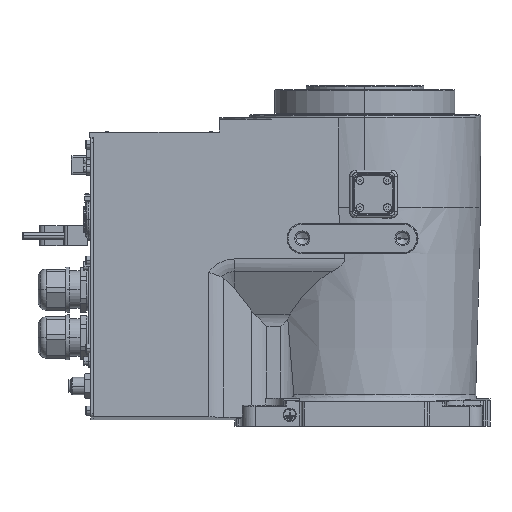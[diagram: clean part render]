
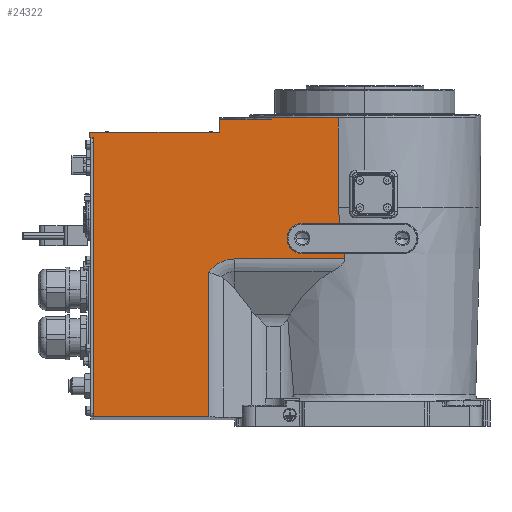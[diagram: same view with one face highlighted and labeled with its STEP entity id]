
A CAD part, front view. The second image highlights one B-rep face of the part: STEP entity #24322.
In plain terms, the highlighted planar face has unit normal (0, -1, 0).
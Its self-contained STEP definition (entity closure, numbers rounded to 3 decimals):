
#1400=DIRECTION('',(1.,0.,0.));
#1401=VECTOR('',#1400,103.73);
#1402=CARTESIAN_POINT('',(-220.,-90.,235.));
#1403=LINE('',#1402,#1401);
#2253=DIRECTION('',(0.,0.,-1.));
#2254=VECTOR('',#2253,2.257);
#2255=CARTESIAN_POINT('',(-217.,-90.,9.614));
#2256=LINE('',#2255,#2254);
#2257=DIRECTION('',(0.,0.,-1.));
#2258=VECTOR('',#2257,218.154);
#2259=CARTESIAN_POINT('',(-217.,-90.,227.768));
#2260=LINE('',#2259,#2258);
#2261=DIRECTION('',(0.,0.,-1.));
#2262=VECTOR('',#2261,2.732);
#2263=CARTESIAN_POINT('',(-217.,-90.,230.5));
#2264=LINE('',#2263,#2262);
#2265=DIRECTION('',(1.,0.,0.));
#2266=VECTOR('',#2265,3.);
#2267=CARTESIAN_POINT('',(-220.,-90.,230.5));
#2268=LINE('',#2267,#2266);
#2269=DIRECTION('',(-0.026,0.,-1.));
#2270=VECTOR('',#2269,10.304);
#2271=CARTESIAN_POINT('',(-116.,-90.,245.3));
#2272=LINE('',#2271,#2270);
#2273=CARTESIAN_POINT('',(-19.855,-90.,
162.175));
#2274=CARTESIAN_POINT('',(-20.028,-90.,
163.599));
#2275=CARTESIAN_POINT('',(-20.37,-90.,
166.448));
#2276=CARTESIAN_POINT('',(-20.872,-90.,
170.723));
#2277=CARTESIAN_POINT('',(-21.198,-90.,
173.574));
#2278=CARTESIAN_POINT('',(-21.36,-90.,175.));
#2280=DIRECTION('',(1.,0.,0.));
#2281=VECTOR('',#2280,30.145);
#2282=CARTESIAN_POINT('',(-50.,-90.,
162.175));
#2283=LINE('',#2282,#2281);
#2284=CARTESIAN_POINT('',(-50.,-90.,150.));
#2285=DIRECTION('',(0.,1.,0.));
#2286=DIRECTION('',(0.,0.,-1.));
#2287=AXIS2_PLACEMENT_3D('',#2284,#2285,#2286);
#2289=DIRECTION('',(-1.,0.,0.));
#2290=VECTOR('',#2289,33.353);
#2291=CARTESIAN_POINT('',(-16.647,-90.,
137.825));
#2292=LINE('',#2291,#2290);
#2293=CARTESIAN_POINT('',(-16.036,-90.,
133.659));
#2294=CARTESIAN_POINT('',(-16.105,-90.,
134.122));
#2295=CARTESIAN_POINT('',(-16.242,-90.,
135.047));
#2296=CARTESIAN_POINT('',(-16.446,-90.,
136.436));
#2297=CARTESIAN_POINT('',(-16.58,-90.,
137.362));
#2298=CARTESIAN_POINT('',(-16.647,-90.,
137.825));
#2300=CARTESIAN_POINT('',(-104.2,-90.,108.85));
#2301=DIRECTION('',(0.,1.,0.));
#2302=DIRECTION('',(-0.827,0.,0.562));
#2303=AXIS2_PLACEMENT_3D('',#2300,#2301,#2302);
#2309=DIRECTION('',(0.,0.,1.));
#2310=VECTOR('',#2309,4.5);
#2311=CARTESIAN_POINT('',(-220.,-90.,230.5));
#2312=LINE('',#2311,#2310);
#2325=DIRECTION('',(1.,0.,0.));
#2326=VECTOR('',#2325,41.199);
#2327=CARTESIAN_POINT('',(-116.,-90.,245.3));
#2328=LINE('',#2327,#2326);
#2357=CARTESIAN_POINT('',(-74.801,-90.,245.3));
#2358=CARTESIAN_POINT('',(-74.787,-90.,
245.633));
#2359=CARTESIAN_POINT('',(-74.773,-90.,245.967));
#2360=CARTESIAN_POINT('',(-74.76,-90.,246.3));
#2399=DIRECTION('',(1.,0.,0.));
#2400=VECTOR('',#2399,53.4);
#2401=CARTESIAN_POINT('',(-74.76,-90.,246.3));
#2402=LINE('',#2401,#2400);
#2451=DIRECTION('',(0.,0.,-1.));
#2452=VECTOR('',#2451,71.3);
#2453=CARTESIAN_POINT('',(-21.36,-90.,246.3));
#2454=LINE('',#2453,#2452);
#2556=CARTESIAN_POINT('',(-19.855,-90.,
162.175));
#2917=DIRECTION('',(-1.,0.,0.));
#2918=VECTOR('',#2917,92.271);
#2919=CARTESIAN_POINT('',(-124.729,-90.,7.357));
#2920=LINE('',#2919,#2918);
#2925=CARTESIAN_POINT('',(-124.729,-90.,7.357));
#2964=DIRECTION('',(0.,0.,-1.));
#2965=VECTOR('',#2964,115.424);
#2966=CARTESIAN_POINT('',(-124.729,-90.,122.781));
#2967=LINE('',#2966,#2965);
#2985=CARTESIAN_POINT('',(-124.729,-90.,122.781));
#3002=DIRECTION('',(-1.,0.,0.));
#3003=VECTOR('',#3002,88.164);
#3004=CARTESIAN_POINT('',(-16.036,-90.,
133.659));
#3005=LINE('',#3004,#3003);
#16453=CARTESIAN_POINT('',(-74.801,-90.,245.3));
#16454=VERTEX_POINT('',#16453);
#16455=VERTEX_POINT('',#2360);
#17195=CARTESIAN_POINT('',(-217.,-90.,7.357));
#17197=VERTEX_POINT('',#17195);
#17210=VERTEX_POINT('',#2925);
#17336=VERTEX_POINT('',#2556);
#17337=CARTESIAN_POINT('',(-50.,-90.,
162.175));
#17338=VERTEX_POINT('',#17337);
#17357=CARTESIAN_POINT('',(-21.36,-90.,246.3));
#17358=VERTEX_POINT('',#17357);
#17626=VERTEX_POINT('',#2985);
#17630=CARTESIAN_POINT('',(-104.2,-90.,133.659));
#17631=VERTEX_POINT('',#17630);
#17650=CARTESIAN_POINT('',(-217.,-90.,227.768));
#17651=VERTEX_POINT('',#17650);
#17787=CARTESIAN_POINT('',(-217.,-90.,9.614));
#17788=VERTEX_POINT('',#17787);
#18136=CARTESIAN_POINT('',(-116.,-90.,245.3));
#18137=VERTEX_POINT('',#18136);
#18608=CARTESIAN_POINT('',(-220.,-90.,230.5));
#18609=CARTESIAN_POINT('',(-217.,-90.,230.5));
#18610=VERTEX_POINT('',#18608);
#18611=VERTEX_POINT('',#18609);
#18771=CARTESIAN_POINT('',(-16.036,-90.,
133.659));
#18772=VERTEX_POINT('',#18771);
#18773=VERTEX_POINT('',#2298);
#18774=CARTESIAN_POINT('',(-50.,-90.,
137.825));
#18775=VERTEX_POINT('',#18774);
#18776=VERTEX_POINT('',#2278);
#18777=CARTESIAN_POINT('',(-116.27,-90.,235.));
#18778=VERTEX_POINT('',#18777);
#18779=CARTESIAN_POINT('',(-220.,-90.,235.));
#18780=VERTEX_POINT('',#18779);
#24279=CARTESIAN_POINT('',(-220.,-90.,155.));
#24280=DIRECTION('',(0.,1.,0.));
#24281=DIRECTION('',(-1.,0.,0.));
#24282=AXIS2_PLACEMENT_3D('',#24279,#24280,#24281);
#24283=PLANE('',#24282);
#24284=ORIENTED_EDGE('',*,*,#24161,.F.);
#24285=ORIENTED_EDGE('',*,*,#24095,.F.);
#24286=ORIENTED_EDGE('',*,*,#23681,.F.);
#24288=ORIENTED_EDGE('',*,*,#24287,.F.);
#24290=ORIENTED_EDGE('',*,*,#24289,.T.);
#24291=ORIENTED_EDGE('',*,*,#23529,.T.);
#24293=ORIENTED_EDGE('',*,*,#24292,.F.);
#24295=ORIENTED_EDGE('',*,*,#24294,.T.);
#24297=ORIENTED_EDGE('',*,*,#24296,.T.);
#24299=ORIENTED_EDGE('',*,*,#24298,.T.);
#24301=ORIENTED_EDGE('',*,*,#24300,.T.);
#24303=ORIENTED_EDGE('',*,*,#24302,.F.);
#24305=ORIENTED_EDGE('',*,*,#24304,.F.);
#24307=ORIENTED_EDGE('',*,*,#24306,.F.);
#24309=ORIENTED_EDGE('',*,*,#24308,.F.);
#24311=ORIENTED_EDGE('',*,*,#24310,.F.);
#24313=ORIENTED_EDGE('',*,*,#24312,.T.);
#24315=ORIENTED_EDGE('',*,*,#24314,.F.);
#24317=ORIENTED_EDGE('',*,*,#24316,.T.);
#24319=ORIENTED_EDGE('',*,*,#24318,.T.);
#24320=EDGE_LOOP('',(#24284,#24285,#24286,#24288,#24290,#24291,#24293,#24295,
#24297,#24299,#24301,#24303,#24305,#24307,#24309,#24311,#24313,#24315,#24317,
#24319));
#24321=FACE_OUTER_BOUND('',#24320,.F.);
#2279=B_SPLINE_CURVE_WITH_KNOTS('',3,(#2273,#2274,#2275,#2276,#2277,#2278),
.UNSPECIFIED.,.F.,.F.,(4,1,1,4),(0.,0.333,0.667,1.),
.UNSPECIFIED.);
#2288=CIRCLE('',#2287,12.175);
#2299=B_SPLINE_CURVE_WITH_KNOTS('',3,(#2293,#2294,#2295,#2296,#2297,#2298),
.UNSPECIFIED.,.F.,.F.,(4,1,1,4),(0.,0.333,0.667,1.),
.UNSPECIFIED.);
#2304=CIRCLE('',#2303,24.809);
#2361=B_SPLINE_CURVE_WITH_KNOTS('',3,(#2357,#2358,#2359,#2360),.UNSPECIFIED.,
.F.,.F.,(4,4),(0.,1.),.UNSPECIFIED.);
#23529=EDGE_CURVE('',#18780,#18778,#1403,.T.);
#23681=EDGE_CURVE('',#18611,#17651,#2264,.T.);
#24095=EDGE_CURVE('',#17651,#17788,#2260,.T.);
#24161=EDGE_CURVE('',#17788,#17197,#2256,.T.);
#24287=EDGE_CURVE('',#18610,#18611,#2268,.T.);
#24289=EDGE_CURVE('',#18610,#18780,#2312,.T.);
#24292=EDGE_CURVE('',#18137,#18778,#2272,.T.);
#24294=EDGE_CURVE('',#18137,#16454,#2328,.T.);
#24296=EDGE_CURVE('',#16454,#16455,#2361,.T.);
#24298=EDGE_CURVE('',#16455,#17358,#2402,.T.);
#24300=EDGE_CURVE('',#17358,#18776,#2454,.T.);
#24302=EDGE_CURVE('',#17336,#18776,#2279,.T.);
#24304=EDGE_CURVE('',#17338,#17336,#2283,.T.);
#24306=EDGE_CURVE('',#18775,#17338,#2288,.T.);
#24308=EDGE_CURVE('',#18773,#18775,#2292,.T.);
#24310=EDGE_CURVE('',#18772,#18773,#2299,.T.);
#24312=EDGE_CURVE('',#18772,#17631,#3005,.T.);
#24314=EDGE_CURVE('',#17626,#17631,#2304,.T.);
#24316=EDGE_CURVE('',#17626,#17210,#2967,.T.);
#24318=EDGE_CURVE('',#17210,#17197,#2920,.T.);
#24322=ADVANCED_FACE('',(#24321),#24283,.F.);
